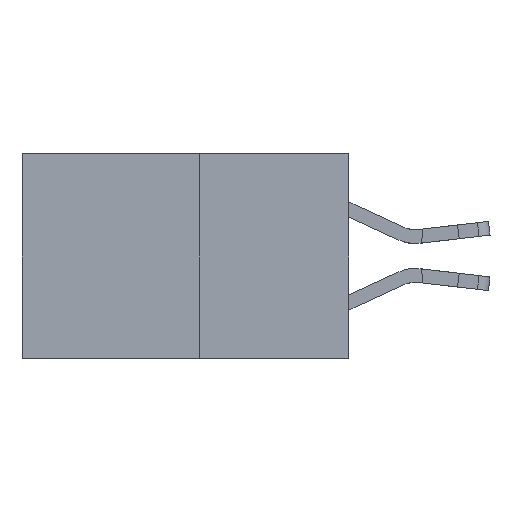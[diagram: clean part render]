
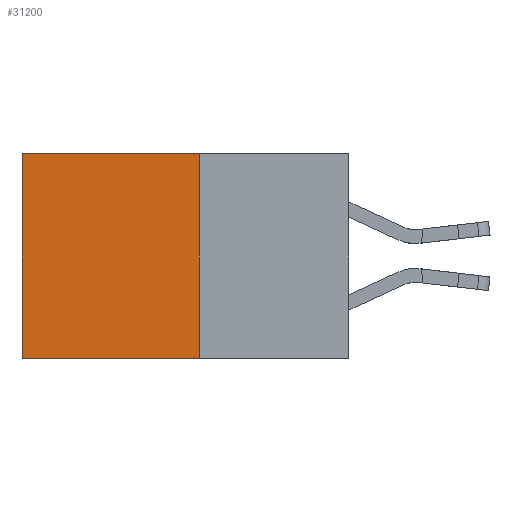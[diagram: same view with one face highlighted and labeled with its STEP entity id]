
A CAD part, left-side view. The second image highlights one B-rep face of the part: STEP entity #31200.
In plain terms, the highlighted planar face has unit normal (-1, 0, 0).
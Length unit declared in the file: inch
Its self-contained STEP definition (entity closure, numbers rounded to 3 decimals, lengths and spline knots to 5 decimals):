
#237 = EDGE_CURVE ( 'NONE', #18340, #4876, #15340, .T. ) ;
#639 = LINE ( 'NONE', #28074, #12940 ) ;
#2136 = VERTEX_POINT ( 'NONE', #13132 ) ;
#2479 = PLANE ( 'NONE',  #10569 ) ;
#3026 = ORIENTED_EDGE ( 'NONE', *, *, #237, .T. ) ;
#4356 = LINE ( 'NONE', #28349, #29503 ) ;
#4876 = VERTEX_POINT ( 'NONE', #29124 ) ;
#6375 = CARTESIAN_POINT ( 'NONE',  ( 0.277, 0.27, 0. ) ) ;
#7359 = CARTESIAN_POINT ( 'NONE',  ( 0.277, 0.27, -0.37 ) ) ;
#8007 = DIRECTION ( 'NONE',  ( 0., 1., 0. ) ) ;
#10569 = AXIS2_PLACEMENT_3D ( 'NONE', #7359, #29318, #14808 ) ;
#11128 = VECTOR ( 'NONE', #16144, 39.37008 ) ;
#11756 = ORIENTED_EDGE ( 'NONE', *, *, #16709, .T. ) ;
#11894 = LINE ( 'NONE', #23352, #11128 ) ;
#12065 = EDGE_CURVE ( 'NONE', #15155, #2136, #4356, .T. ) ;
#12940 = VECTOR ( 'NONE', #25621, 39.37008 ) ;
#13132 = CARTESIAN_POINT ( 'NONE',  ( 0.277, 0.59, -0.37 ) ) ;
#14091 = ORIENTED_EDGE ( 'NONE', *, *, #26173, .F. ) ;
#14808 = DIRECTION ( 'NONE',  ( 0., 0., -1. ) ) ;
#14871 = FACE_OUTER_BOUND ( 'NONE', #16090, .T. ) ;
#15155 = VERTEX_POINT ( 'NONE', #22466 ) ;
#15340 = LINE ( 'NONE', #6375, #29003 ) ;
#16090 = EDGE_LOOP ( 'NONE', ( #11756, #25514, #14091, #3026 ) ) ;
#16144 = DIRECTION ( 'NONE',  ( 0., 0., -1. ) ) ;
#16709 = EDGE_CURVE ( 'NONE', #4876, #2136, #639, .T. ) ;
#18340 = VERTEX_POINT ( 'NONE', #25349 ) ;
#22466 = CARTESIAN_POINT ( 'NONE',  ( 0.277, 0.27, -0.37 ) ) ;
#23352 = CARTESIAN_POINT ( 'NONE',  ( 0.277, 0.27, -0.37 ) ) ;
#25349 = CARTESIAN_POINT ( 'NONE',  ( 0.277, 0.27, 0. ) ) ;
#25514 = ORIENTED_EDGE ( 'NONE', *, *, #12065, .F. ) ;
#25621 = DIRECTION ( 'NONE',  ( 0., 0., -1. ) ) ;
#26173 = EDGE_CURVE ( 'NONE', #18340, #15155, #11894, .T. ) ;
#28074 = CARTESIAN_POINT ( 'NONE',  ( 0.277, 0.59, -0.37 ) ) ;
#28349 = CARTESIAN_POINT ( 'NONE',  ( 0.277, 0.27, -0.37 ) ) ;
#29003 = VECTOR ( 'NONE', #8007, 39.37008 ) ;
#29124 = CARTESIAN_POINT ( 'NONE',  ( 0.277, 0.59, 0. ) ) ;
#29318 = DIRECTION ( 'NONE',  ( 1., 0., 0. ) ) ;
#29503 = VECTOR ( 'NONE', #30732, 39.37008 ) ;
#30732 = DIRECTION ( 'NONE',  ( 0., 1., 0. ) ) ;
#31200 = ADVANCED_FACE ( 'NONE', ( #14871 ), #2479, .F. ) ;
